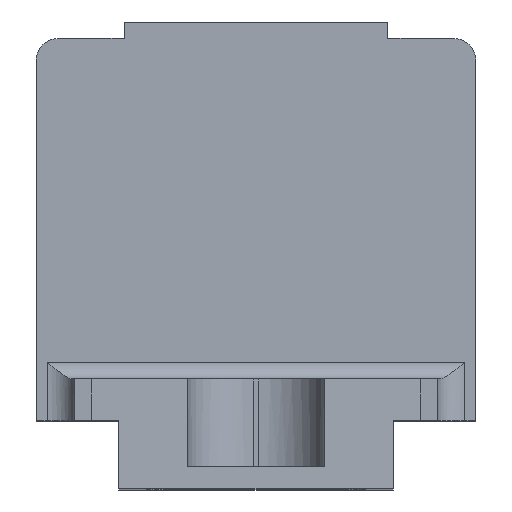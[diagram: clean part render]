
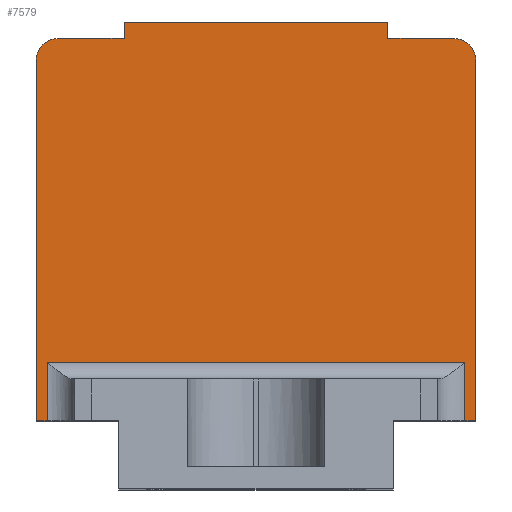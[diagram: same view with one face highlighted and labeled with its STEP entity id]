
A CAD part, top view. The second image highlights one B-rep face of the part: STEP entity #7579.
In plain terms, the highlighted planar face has unit normal (0, 0, 1).
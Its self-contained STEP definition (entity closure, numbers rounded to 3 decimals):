
#877=DIRECTION('',(0.,1.,0.));
#878=VECTOR('',#877,5.3);
#879=CARTESIAN_POINT('',(-19.,6.2,59.6));
#880=LINE('',#879,#878);
#895=DIRECTION('',(0.,-1.,0.));
#896=VECTOR('',#895,32.8);
#897=CARTESIAN_POINT('',(20.,39.,59.6));
#898=LINE('',#897,#896);
#899=DIRECTION('',(-1.,0.,0.));
#900=VECTOR('',#899,1.);
#901=CARTESIAN_POINT('',(20.,6.2,59.6));
#902=LINE('',#901,#900);
#903=DIRECTION('',(-1.,0.,0.));
#904=VECTOR('',#903,1.);
#905=CARTESIAN_POINT('',(-19.,6.2,59.6));
#906=LINE('',#905,#904);
#907=DIRECTION('',(0.,1.,0.));
#908=VECTOR('',#907,32.8);
#909=CARTESIAN_POINT('',(-20.,6.2,59.6));
#910=LINE('',#909,#908);
#911=DIRECTION('',(1.,0.,0.));
#912=VECTOR('',#911,6.);
#913=CARTESIAN_POINT('',(-18.,41.,59.6));
#914=LINE('',#913,#912);
#915=DIRECTION('',(0.,1.,0.));
#916=VECTOR('',#915,1.5);
#917=CARTESIAN_POINT('',(-12.,41.,59.6));
#918=LINE('',#917,#916);
#919=DIRECTION('',(1.,0.,0.));
#920=VECTOR('',#919,24.);
#921=CARTESIAN_POINT('',(-12.,42.5,59.6));
#922=LINE('',#921,#920);
#923=DIRECTION('',(0.,-1.,0.));
#924=VECTOR('',#923,1.5);
#925=CARTESIAN_POINT('',(12.,42.5,59.6));
#926=LINE('',#925,#924);
#927=DIRECTION('',(1.,0.,0.));
#928=VECTOR('',#927,6.);
#929=CARTESIAN_POINT('',(12.,41.,59.6));
#930=LINE('',#929,#928);
#935=CARTESIAN_POINT('',(18.,39.,59.6));
#936=DIRECTION('',(0.,0.,1.));
#937=DIRECTION('',(1.,0.,0.));
#938=AXIS2_PLACEMENT_3D('',#935,#936,#937);
#4625=DIRECTION('',(0.,1.,0.));
#4626=VECTOR('',#4625,5.3);
#4627=CARTESIAN_POINT('',(19.,6.2,59.6));
#4628=LINE('',#4627,#4626);
#4664=DIRECTION('',(1.,0.,0.));
#4665=VECTOR('',#4664,38.);
#4666=CARTESIAN_POINT('',(-19.,11.5,59.6));
#4667=LINE('',#4666,#4665);
#4705=CARTESIAN_POINT('',(-18.,39.,59.6));
#4706=DIRECTION('',(0.,0.,1.));
#4707=DIRECTION('',(0.,1.,0.));
#4708=AXIS2_PLACEMENT_3D('',#4705,#4706,#4707);
#5247=CARTESIAN_POINT('',(-12.,41.,59.6));
#5248=CARTESIAN_POINT('',(-12.,42.5,59.6));
#5249=VERTEX_POINT('',#5247);
#5250=VERTEX_POINT('',#5248);
#5251=CARTESIAN_POINT('',(12.,42.5,59.6));
#5252=VERTEX_POINT('',#5251);
#5253=CARTESIAN_POINT('',(12.,41.,59.6));
#5254=VERTEX_POINT('',#5253);
#5263=CARTESIAN_POINT('',(20.,6.2,59.6));
#5265=VERTEX_POINT('',#5263);
#5267=CARTESIAN_POINT('',(-20.,6.2,59.6));
#5269=VERTEX_POINT('',#5267);
#5427=CARTESIAN_POINT('',(19.,6.2,59.6));
#5428=VERTEX_POINT('',#5427);
#5433=CARTESIAN_POINT('',(-19.,6.2,59.6));
#5434=VERTEX_POINT('',#5433);
#5439=CARTESIAN_POINT('',(-19.,11.5,59.6));
#5440=CARTESIAN_POINT('',(19.,11.5,59.6));
#5441=VERTEX_POINT('',#5439);
#5442=VERTEX_POINT('',#5440);
#5542=CARTESIAN_POINT('',(20.,39.,59.6));
#5544=VERTEX_POINT('',#5542);
#5545=CARTESIAN_POINT('',(18.,41.,59.6));
#5546=VERTEX_POINT('',#5545);
#5550=CARTESIAN_POINT('',(-18.,41.,59.6));
#5552=VERTEX_POINT('',#5550);
#5553=CARTESIAN_POINT('',(-20.,39.,59.6));
#5554=VERTEX_POINT('',#5553);
#7546=CARTESIAN_POINT('',(0.,0.,59.6));
#7547=DIRECTION('',(0.,0.,-1.));
#7548=DIRECTION('',(-1.,0.,0.));
#7549=AXIS2_PLACEMENT_3D('',#7546,#7547,#7548);
#7550=PLANE('',#7549);
#7552=ORIENTED_EDGE('',*,*,#7551,.F.);
#7554=ORIENTED_EDGE('',*,*,#7553,.T.);
#7556=ORIENTED_EDGE('',*,*,#7555,.T.);
#7558=ORIENTED_EDGE('',*,*,#7557,.T.);
#7560=ORIENTED_EDGE('',*,*,#7559,.F.);
#7561=ORIENTED_EDGE('',*,*,#7536,.F.);
#7562=ORIENTED_EDGE('',*,*,#7436,.T.);
#7564=ORIENTED_EDGE('',*,*,#7563,.T.);
#7566=ORIENTED_EDGE('',*,*,#7565,.F.);
#7568=ORIENTED_EDGE('',*,*,#7567,.T.);
#7570=ORIENTED_EDGE('',*,*,#7569,.T.);
#7572=ORIENTED_EDGE('',*,*,#7571,.T.);
#7574=ORIENTED_EDGE('',*,*,#7573,.T.);
#7576=ORIENTED_EDGE('',*,*,#7575,.T.);
#7577=EDGE_LOOP('',(#7552,#7554,#7556,#7558,#7560,#7561,#7562,#7564,#7566,#7568,
#7570,#7572,#7574,#7576));
#7578=FACE_OUTER_BOUND('',#7577,.F.);
#7579=ADVANCED_FACE('',(#7578),#7550,.F.);
#939=CIRCLE('',#938,2.);
#4709=CIRCLE('',#4708,2.);
#7436=EDGE_CURVE('',#5434,#5269,#906,.T.);
#7536=EDGE_CURVE('',#5434,#5441,#880,.T.);
#7551=EDGE_CURVE('',#5544,#5546,#939,.T.);
#7553=EDGE_CURVE('',#5544,#5265,#898,.T.);
#7555=EDGE_CURVE('',#5265,#5428,#902,.T.);
#7557=EDGE_CURVE('',#5428,#5442,#4628,.T.);
#7559=EDGE_CURVE('',#5441,#5442,#4667,.T.);
#7563=EDGE_CURVE('',#5269,#5554,#910,.T.);
#7565=EDGE_CURVE('',#5552,#5554,#4709,.T.);
#7567=EDGE_CURVE('',#5552,#5249,#914,.T.);
#7569=EDGE_CURVE('',#5249,#5250,#918,.T.);
#7571=EDGE_CURVE('',#5250,#5252,#922,.T.);
#7573=EDGE_CURVE('',#5252,#5254,#926,.T.);
#7575=EDGE_CURVE('',#5254,#5546,#930,.T.);
